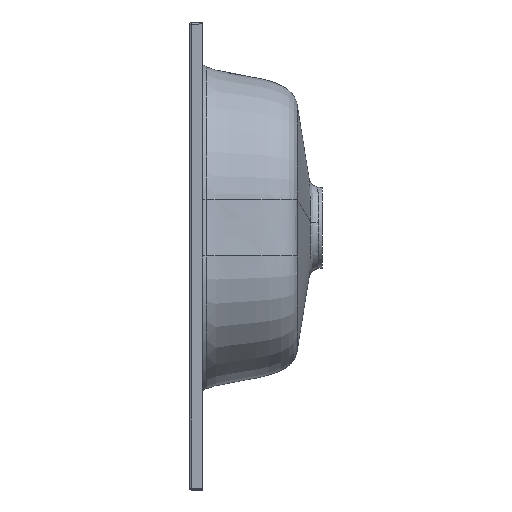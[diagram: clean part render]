
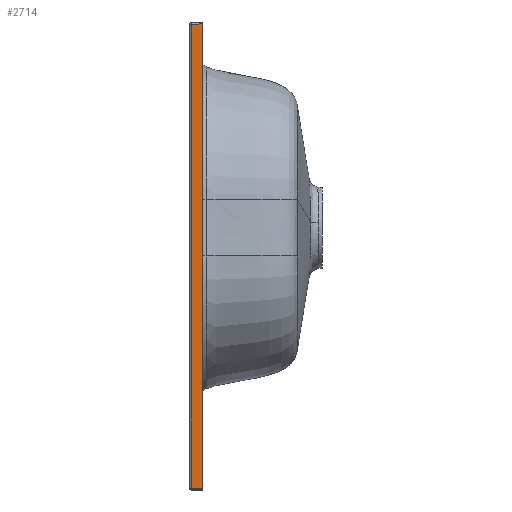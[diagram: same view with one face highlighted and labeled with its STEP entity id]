
A CAD part, left-side view. The second image highlights one B-rep face of the part: STEP entity #2714.
In plain terms, the highlighted planar face has unit normal (-0.999, 0.035, 0).
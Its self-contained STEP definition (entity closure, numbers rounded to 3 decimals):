
#638 = VECTOR ( 'NONE', #9298, 1000. ) ;
#2684 = CARTESIAN_POINT ( 'NONE',  ( -399.512, -0.07, 247.759 ) ) ;
#2714 = ADVANCED_FACE ( 'NONE', ( #31832 ), #29239, .T. ) ;
#4211 = LINE ( 'NONE', #10141, #24311 ) ;
#5435 = LINE ( 'NONE', #11363, #638 ) ;
#6264 = DIRECTION ( 'NONE',  ( 0., 0., -1. ) ) ;
#6810 = EDGE_CURVE ( 'NONE', #9369, #24881, #5435, .T. ) ;
#9298 = DIRECTION ( 'NONE',  ( 0., 0., -1. ) ) ;
#9316 = AXIS2_PLACEMENT_3D ( 'NONE', #17746, #29056, #34791 ) ;
#9369 = VERTEX_POINT ( 'NONE', #36110 ) ;
#10141 = CARTESIAN_POINT ( 'NONE',  ( -399.51, 0., -247.755 ) ) ;
#10565 = EDGE_CURVE ( 'NONE', #18634, #24881, #4211, .T. ) ;
#11363 = CARTESIAN_POINT ( 'NONE',  ( -399.999, -14., 249.755 ) ) ;
#14304 = EDGE_LOOP ( 'NONE', ( #21180, #27166, #17087, #27708 ) ) ;
#14677 = CARTESIAN_POINT ( 'NONE',  ( -399.577, -1.93, -247.755 ) ) ;
#14862 = CARTESIAN_POINT ( 'NONE',  ( -399.577, -1.93, 247.824 ) ) ;
#16068 = CARTESIAN_POINT ( 'NONE',  ( -399.999, -14., -247.755 ) ) ;
#17087 = ORIENTED_EDGE ( 'NONE', *, *, #22559, .T. ) ;
#17746 = CARTESIAN_POINT ( 'NONE',  ( -399.51, 0., 249.755 ) ) ;
#18171 = VERTEX_POINT ( 'NONE', #14862 ) ;
#18634 = VERTEX_POINT ( 'NONE', #14677 ) ;
#19937 = VECTOR ( 'NONE', #22505, 1000. ) ;
#21180 = ORIENTED_EDGE ( 'NONE', *, *, #6810, .F. ) ;
#21257 = DIRECTION ( 'NONE',  ( -0.035, -0.999, 0. ) ) ;
#22505 = DIRECTION ( 'NONE',  ( 0.035, 0.999, -0.035 ) ) ;
#22559 = EDGE_CURVE ( 'NONE', #18171, #18634, #34436, .T. ) ;
#23234 = EDGE_CURVE ( 'NONE', #9369, #18171, #34173, .T. ) ;
#24311 = VECTOR ( 'NONE', #21257, 1000. ) ;
#24881 = VERTEX_POINT ( 'NONE', #16068 ) ;
#25558 = CARTESIAN_POINT ( 'NONE',  ( -399.577, -1.93, 249.755 ) ) ;
#27166 = ORIENTED_EDGE ( 'NONE', *, *, #23234, .T. ) ;
#27708 = ORIENTED_EDGE ( 'NONE', *, *, #10565, .T. ) ;
#29056 = DIRECTION ( 'NONE',  ( -0.999, 0.035, 0. ) ) ;
#29239 = PLANE ( 'NONE',  #9316 ) ;
#31832 = FACE_OUTER_BOUND ( 'NONE', #14304, .T. ) ;
#34173 = LINE ( 'NONE', #2684, #19937 ) ;
#34436 = LINE ( 'NONE', #25558, #35918 ) ;
#34791 = DIRECTION ( 'NONE',  ( -0.035, -0.999, 0. ) ) ;
#35918 = VECTOR ( 'NONE', #6264, 1000. ) ;
#36110 = CARTESIAN_POINT ( 'NONE',  ( -399.999, -14., 248.245 ) ) ;
